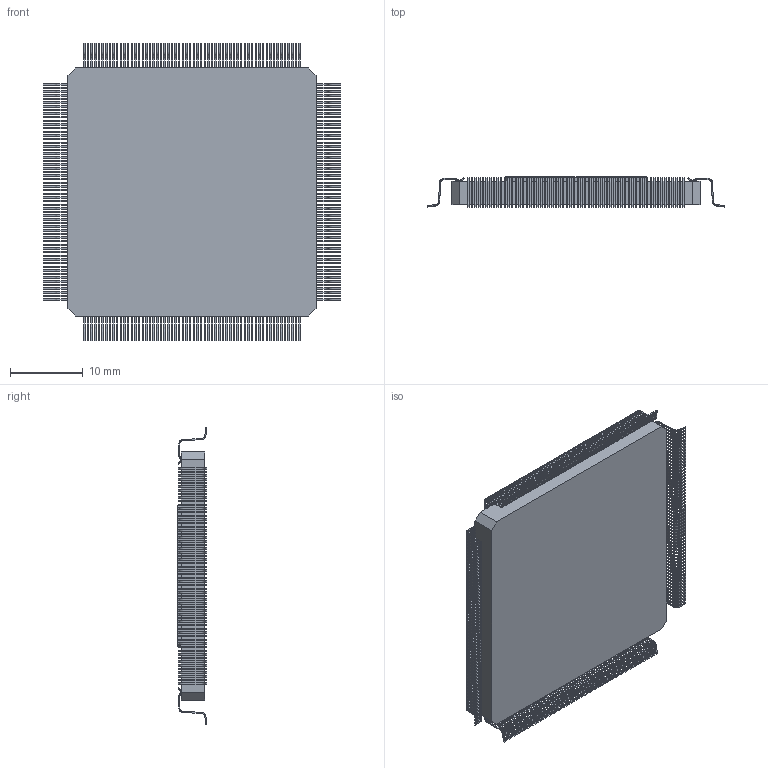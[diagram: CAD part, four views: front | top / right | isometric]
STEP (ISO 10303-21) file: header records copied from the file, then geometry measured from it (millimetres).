
FILE_DESCRIPTION (( 'STEP AP214' ), '1' );
FILE_NAME ('Êîðïóñ 4245.240-5.STEP', '2018-04-28T11:12:38', ( 'Admin' ), ( '' ), 'SwSTEP 2.0', 'SolidWorks 2015', '' );
FILE_SCHEMA (( 'AUTOMOTIVE_DESIGN' ));
Length unit declared in the file: millimetre
Products named in the file (249): Íîæêà; ﾎ魵瑙韃; 扻豵鵨 4245.240-5; 署赅 依言.757482.005; ﾎ魵瑙韃 4245.240-5; 挓鍱鍧
Assembly tree (244 placements, depth 3):
  Íîæêà
  Íîæêà
  Íîæêà
  Íîæêà
  Íîæêà
Bounding box: 40.84 x 4.1 x 40.84 mm (x, y, z)
Volume: 3628.5 mm3; surface area: 5187.7 mm2
Topology: 243 solids, 243 shells, 6424 faces, 17622 edges, 11748 vertices
Faces by surface type: plane 4488, cylinder 1936
Entity records: 84129 total; most frequent: CARTESIAN_POINT 12621, ORIENTED_EDGE 12300, DIRECTION 10940, EDGE_CURVE 6150, VECTOR 6102, LINE 6102, VERTEX_POINT 4100, AXIS2_PLACEMENT_3D 2419
